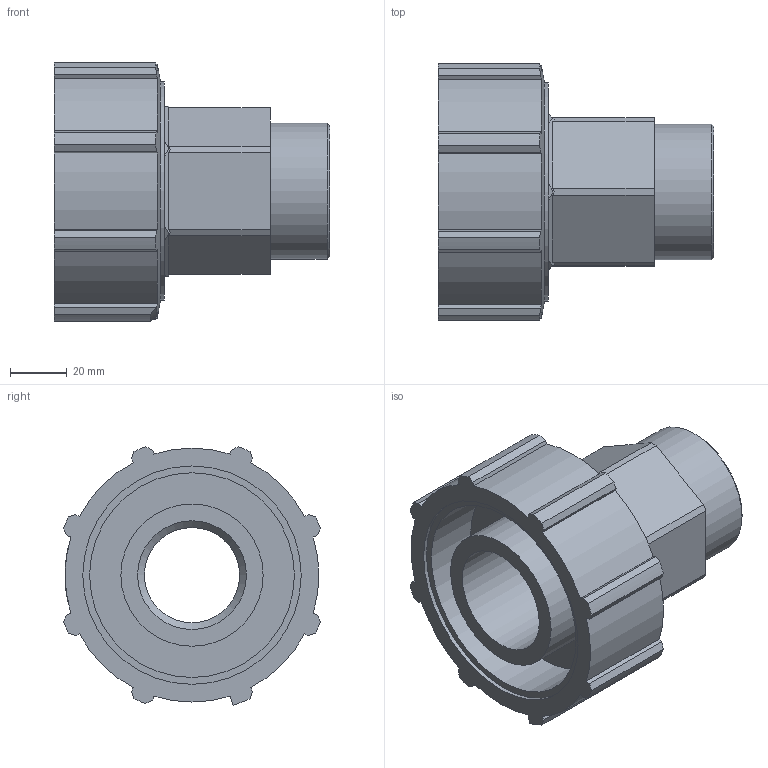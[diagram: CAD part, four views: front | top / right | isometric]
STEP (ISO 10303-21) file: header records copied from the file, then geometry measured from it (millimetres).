
FILE_DESCRIPTION(/* description */ ('PLASSON BRASS THREADED ADAPTOR 50-1.1/2"'),/* implementation_level */ '2;1');
FILE_NAME(/* name */ '072700050015_182700050015_72706050015.ipt.stp',/* time_stamp */ '2017-06-06T17:16:40+03:00',/* author */ ('KIM'),/* organization */ (''),/* preprocessor_version */ 'ST-DEVELOPER v15.6',/* originating_system */ 'Autodesk Inventor 2015',/* authorisation */ '');
FILE_SCHEMA (('AUTOMOTIVE_DESIGN { 1 0 10303 214 3 1 1 }'));
Length unit declared in the file: millimetre
Products named in the file (1): 072700050015_182700050015_72706050015
Bounding box: 97 x 90.33 x 90.94 mm (x, y, z)
Volume: 208941.5 mm3; surface area: 57391.1 mm2
Topology: 1 solids, 1 shells, 92 faces, 248 edges, 164 vertices
Faces by surface type: plane 63, cylinder 25, cone 4
Full cylindrical faces by diameter (mm): 33.462 x1, 38.242 x1, 47.803 x1, 50 x1, 59.8 x1, 68.4 x1, 72 x1, 76.8 x2
Entity records: 2825 total; most frequent: CARTESIAN_POINT 522, DIRECTION 473, ORIENTED_EDGE 468, EDGE_CURVE 234, VERTEX_POINT 162, AXIS2_PLACEMENT_3D 162, LINE 149, VECTOR 149
